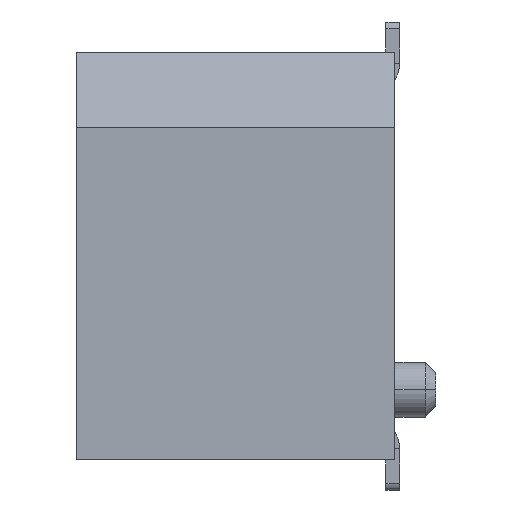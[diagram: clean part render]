
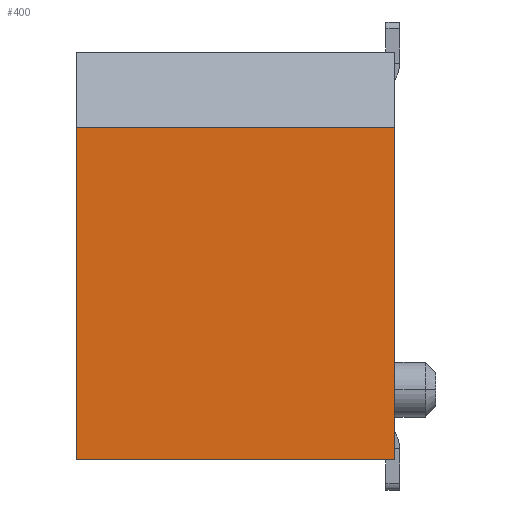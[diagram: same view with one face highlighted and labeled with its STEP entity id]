
A CAD part, left-side view. The second image highlights one B-rep face of the part: STEP entity #400.
In plain terms, the highlighted planar face has unit normal (-1, 0, 0).
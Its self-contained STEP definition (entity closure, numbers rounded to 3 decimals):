
#77=CARTESIAN_POINT('',(-9.825,-4.65,1.875));
#78=VERTEX_POINT('',#77);
#85=CARTESIAN_POINT('',(-9.825,-4.65,-2.975));
#86=VERTEX_POINT('',#85);
#87=CARTESIAN_POINT('',(-9.825,-4.65,1.875));
#88=DIRECTION('',(0.,0.,-1.));
#89=VECTOR('',#88,4.85);
#90=LINE('',#87,#89);
#91=EDGE_CURVE('',#78,#86,#90,.T.);
#358=CARTESIAN_POINT('',(-9.825,0.,1.875));
#359=VERTEX_POINT('',#358);
#360=CARTESIAN_POINT('',(-9.825,0.,1.875));
#361=DIRECTION('',(0.,-1.,0.));
#362=VECTOR('',#361,4.65);
#363=LINE('',#360,#362);
#364=EDGE_CURVE('',#359,#78,#363,.T.);
#377=CARTESIAN_POINT('',(-9.825,0.,-2.975));
#378=DIRECTION('',(0.,0.,1.));
#379=DIRECTION('',(-1.,0.,0.));
#380=AXIS2_PLACEMENT_3D('',#377,#379,#378);
#381=PLANE('',#380);
#382=CARTESIAN_POINT('',(-9.825,0.,-2.975));
#383=VERTEX_POINT('',#382);
#384=CARTESIAN_POINT('',(-9.825,0.,-2.975));
#385=DIRECTION('',(0.,-1.,0.));
#386=VECTOR('',#385,4.65);
#387=LINE('',#384,#386);
#388=EDGE_CURVE('',#383,#86,#387,.T.);
#389=ORIENTED_EDGE('',*,*,#388,.T.);
#390=ORIENTED_EDGE('',*,*,#91,.F.);
#391=ORIENTED_EDGE('',*,*,#364,.F.);
#392=CARTESIAN_POINT('',(-9.825,0.,1.875));
#393=DIRECTION('',(0.,0.,-1.));
#394=VECTOR('',#393,4.85);
#395=LINE('',#392,#394);
#396=EDGE_CURVE('',#359,#383,#395,.T.);
#397=ORIENTED_EDGE('',*,*,#396,.T.);
#398=EDGE_LOOP('',(#389,#390,#391,#397));
#399=FACE_OUTER_BOUND('',#398,.T.);
#400=ADVANCED_FACE('',(#399),#381,.T.);
